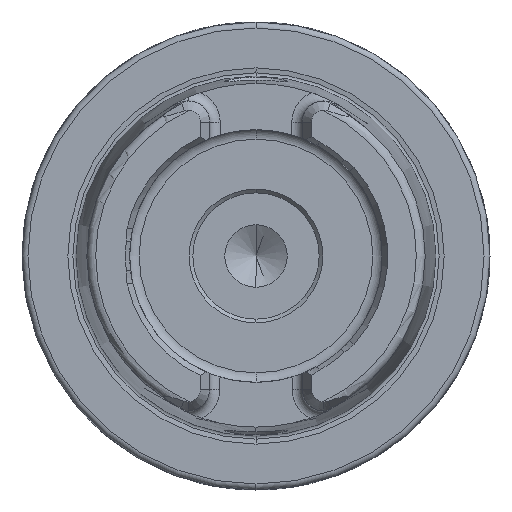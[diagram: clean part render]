
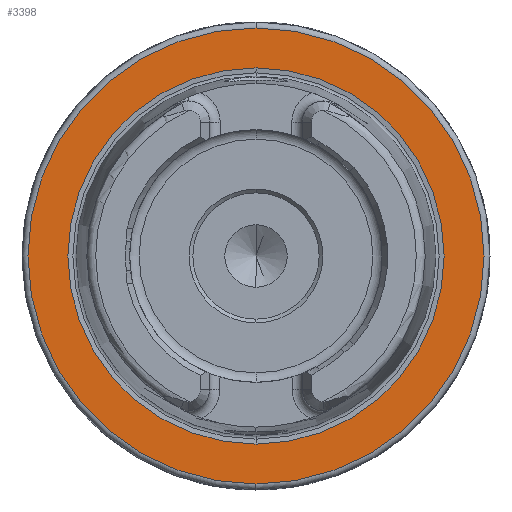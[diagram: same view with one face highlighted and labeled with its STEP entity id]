
A CAD part, left-side view. The second image highlights one B-rep face of the part: STEP entity #3398.
In plain terms, the highlighted planar face has unit normal (-1, 0, 0).
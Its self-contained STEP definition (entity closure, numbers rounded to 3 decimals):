
#830 = VERTEX_POINT ( 'NONE', #1558 ) ;
#880 = DIRECTION ( 'NONE',  ( 0., 0., 1. ) ) ;
#1234 = PLANE ( 'NONE',  #13530 ) ;
#1305 = EDGE_LOOP ( 'NONE', ( #12687, #16290 ) ) ;
#1558 = CARTESIAN_POINT ( 'NONE',  ( 0., 0., -30.7 ) ) ;
#2947 = CARTESIAN_POINT ( 'NONE',  ( 0., 30.7, 0. ) ) ;
#3398 = ADVANCED_FACE ( 'NONE', ( #16659, #3419 ), #1234, .F. ) ;
#3419 = FACE_OUTER_BOUND ( 'NONE', #1305, .T. ) ;
#3509 = CIRCLE ( 'NONE', #6304, 25.324 ) ;
#4401 = CARTESIAN_POINT ( 'NONE',  ( 0., 0., 0. ) ) ;
#4903 = CARTESIAN_POINT ( 'NONE',  ( 0., 0., 0. ) ) ;
#5027 = CARTESIAN_POINT ( 'NONE',  ( 0., 0., 0. ) ) ;
#6172 = ORIENTED_EDGE ( 'NONE', *, *, #15421, .F. ) ;
#6304 = AXIS2_PLACEMENT_3D ( 'NONE', #4401, #7177, #9996 ) ;
#7077 = AXIS2_PLACEMENT_3D ( 'NONE', #5027, #15138, #7991 ) ;
#7177 = DIRECTION ( 'NONE',  ( -1., 0., 0. ) ) ;
#7991 = DIRECTION ( 'NONE',  ( 0., 0., 1. ) ) ;
#9086 = DIRECTION ( 'NONE',  ( 0., 0., 1. ) ) ;
#9110 = EDGE_LOOP ( 'NONE', ( #10648, #6172 ) ) ;
#9440 = VERTEX_POINT ( 'NONE', #13869 ) ;
#9643 = EDGE_CURVE ( 'NONE', #9440, #830, #14205, .T. ) ;
#9772 = EDGE_CURVE ( 'NONE', #830, #9440, #12668, .T. ) ;
#9996 = DIRECTION ( 'NONE',  ( 0., 0., 1. ) ) ;
#10131 = CARTESIAN_POINT ( 'NONE',  ( 0., 0., -25.324 ) ) ;
#10648 = ORIENTED_EDGE ( 'NONE', *, *, #16763, .F. ) ;
#10788 = AXIS2_PLACEMENT_3D ( 'NONE', #12407, #15124, #880 ) ;
#11207 = VERTEX_POINT ( 'NONE', #10131 ) ;
#12407 = CARTESIAN_POINT ( 'NONE',  ( 0., 0., 0. ) ) ;
#12668 = CIRCLE ( 'NONE', #7077, 30.7 ) ;
#12687 = ORIENTED_EDGE ( 'NONE', *, *, #9643, .T. ) ;
#12870 = VERTEX_POINT ( 'NONE', #16358 ) ;
#13530 = AXIS2_PLACEMENT_3D ( 'NONE', #2947, #15663, #17200 ) ;
#13869 = CARTESIAN_POINT ( 'NONE',  ( 0., 0., 30.7 ) ) ;
#14205 = CIRCLE ( 'NONE', #15967, 30.7 ) ;
#15124 = DIRECTION ( 'NONE',  ( -1., 0., 0. ) ) ;
#15138 = DIRECTION ( 'NONE',  ( -1., 0., 0. ) ) ;
#15421 = EDGE_CURVE ( 'NONE', #11207, #12870, #3509, .T. ) ;
#15663 = DIRECTION ( 'NONE',  ( 1., 0., 0. ) ) ;
#15967 = AXIS2_PLACEMENT_3D ( 'NONE', #4903, #17558, #9086 ) ;
#16290 = ORIENTED_EDGE ( 'NONE', *, *, #9772, .T. ) ;
#16358 = CARTESIAN_POINT ( 'NONE',  ( 0., 0., 25.324 ) ) ;
#16659 = FACE_BOUND ( 'NONE', #9110, .T. ) ;
#16763 = EDGE_CURVE ( 'NONE', #12870, #11207, #18003, .T. ) ;
#17200 = DIRECTION ( 'NONE',  ( 0., 0., -1. ) ) ;
#17558 = DIRECTION ( 'NONE',  ( -1., 0., 0. ) ) ;
#18003 = CIRCLE ( 'NONE', #10788, 25.324 ) ;
